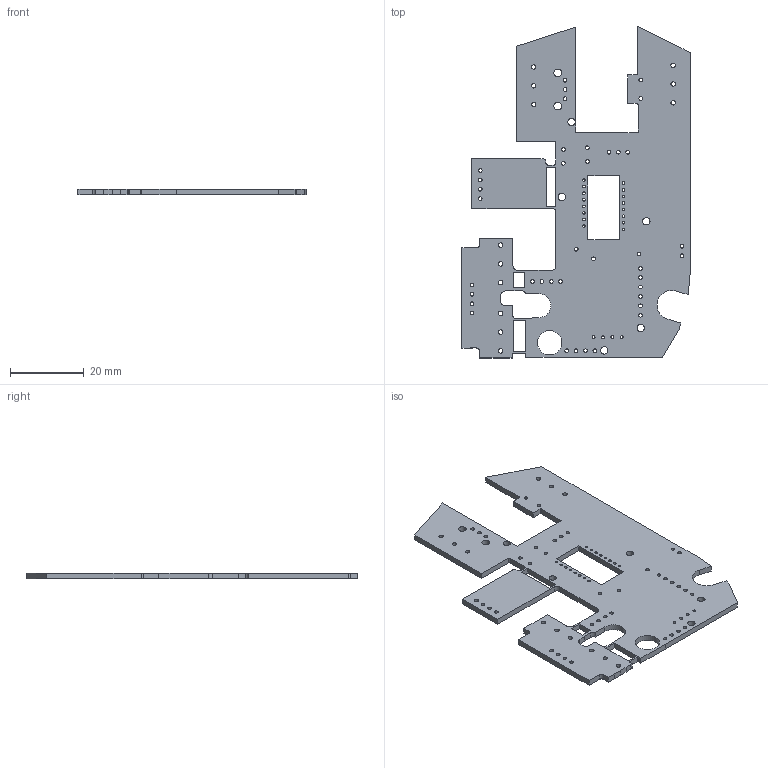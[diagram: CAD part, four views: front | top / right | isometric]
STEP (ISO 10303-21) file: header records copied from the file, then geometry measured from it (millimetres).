
FILE_DESCRIPTION(('KiCad electronic assembly'),'2;1');
FILE_NAME('schematics_and_pcb.step','2022-02-11T18:40:00',('Pcbnew'),( 'Kicad'),'Open CASCADE STEP processor 7.5','KiCad to STEP converter' ,'Unknown');
FILE_SCHEMA(('AUTOMOTIVE_DESIGN { 1 0 10303 214 1 1 1 1 }'));
Length unit declared in the file: millimetre
Products named in the file (2): schematics_and_pcb 1; schematics_and_pcb PCB
Assembly tree (1 placements, depth 2):
  schematics_and_pcb 1
    schematics_and_pcb PCB
Bounding box: 61.82 x 89.94 x 1.6 mm (x, y, z)
Volume: 5625.2 mm3; surface area: 8440.1 mm2
Topology: 1 solids, 1 shells, 175 faces, 519 edges, 346 vertices
Faces by surface type: cylinder 100, plane 75
Full cylindrical faces by diameter (mm): 0.7 x16, 0.762 x4, 1 x39, 1.2 x12, 2 x5, 2.1 x2, 6.6 x1
Entity records: 13063 total; most frequent: DIRECTION 2111, CARTESIAN_POINT 2080, LINE 1157, VECTOR 1157, ORIENTED_EDGE 1038, PCURVE 1038, DEFINITIONAL_REPRESENTATION 1038, EDGE_CURVE 519
